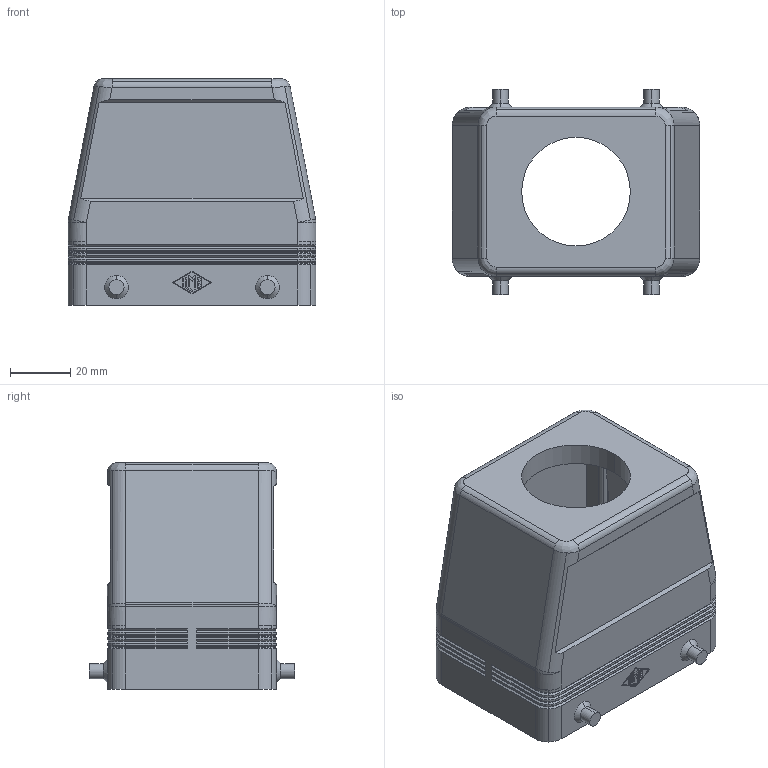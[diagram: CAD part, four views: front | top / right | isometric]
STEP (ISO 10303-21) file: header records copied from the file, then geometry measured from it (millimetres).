
FILE_DESCRIPTION((''),'2;1');
FILE_NAME('MFV 50.25.stp','2006-12-14T01:23:24',('gembarski'),(''),'Autodesk Inventor 7','Autodesk Inventor 7','');
FILE_SCHEMA(('AUTOMOTIVE_DESIGN { 1 0 10303 214 1 1 1 1 }'));
Length unit declared in the file: millimetre
Products named in the file (1): MFV 50.25
Bounding box: 82 x 68 x 75 mm (x, y, z)
Volume: 78391.2 mm3; surface area: 45736.9 mm2
Topology: 1 solids, 1 shells, 443 faces, 1039 edges, 626 vertices
Faces by surface type: plane 169, cylinder 126, bspline 76, cone 68, sphere 4
Entity records: 13136 total; most frequent: CARTESIAN_POINT 2977, DIRECTION 2147, ORIENTED_EDGE 2078, EDGE_CURVE 1039, AXIS2_PLACEMENT_3D 740, VECTOR 667, LINE 667, VERTEX_POINT 626
